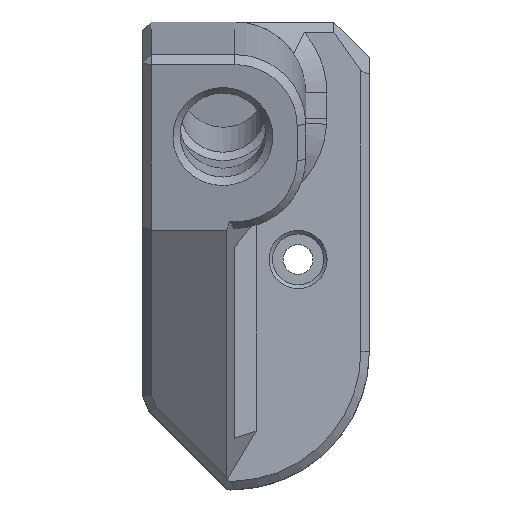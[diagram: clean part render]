
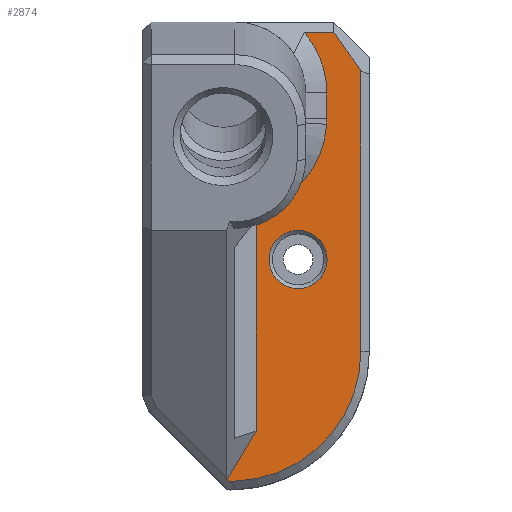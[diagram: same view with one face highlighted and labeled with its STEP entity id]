
A CAD part, top view. The second image highlights one B-rep face of the part: STEP entity #2874.
In plain terms, the highlighted planar face has unit normal (0, 0, 1).
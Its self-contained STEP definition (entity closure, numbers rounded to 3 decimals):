
#95=FACE_BOUND('',#427,.T.);
#110=B_SPLINE_CURVE_WITH_KNOTS('',3,(#3873,#3874,#3875,#3876),
 .UNSPECIFIED.,.F.,.F.,(4,4),(-1.571,-1.508),
 .UNSPECIFIED.);
#111=B_SPLINE_CURVE_WITH_KNOTS('',3,(#3878,#3879,#3880,#3881,#3882,#3883),
 .UNSPECIFIED.,.F.,.F.,(4,1,1,4),(-1.508,-1.144,-0.779,
-0.232),.UNSPECIFIED.);
#213=CIRCLE('',#3057,13.);
#214=CIRCLE('',#3058,18.3);
#215=CIRCLE('',#3059,4.1);
#258=FACE_OUTER_BOUND('',#426,.T.);
#426=EDGE_LOOP('',(#1912,#1913,#1914,#1915,#1916,#1917,#1918,#1919,#1920,
#1921,#1922,#1923));
#427=EDGE_LOOP('',(#1924));
#610=LINE('',#3851,#895);
#616=LINE('',#3863,#901);
#618=LINE('',#3867,#903);
#619=LINE('',#3871,#904);
#620=LINE('',#3885,#905);
#621=LINE('',#3887,#906);
#622=LINE('',#3889,#907);
#623=LINE('',#3891,#908);
#895=VECTOR('',#3229,10.);
#901=VECTOR('',#3239,10.);
#903=VECTOR('',#3243,10.);
#904=VECTOR('',#3246,10.);
#905=VECTOR('',#3247,10.);
#906=VECTOR('',#3248,10.);
#907=VECTOR('',#3249,10.);
#908=VECTOR('',#3250,10.);
#1179=VERTEX_POINT('',#3848);
#1180=VERTEX_POINT('',#3850);
#1184=VERTEX_POINT('',#3862);
#1185=VERTEX_POINT('',#3866);
#1186=VERTEX_POINT('',#3868);
#1187=VERTEX_POINT('',#3870);
#1188=VERTEX_POINT('',#3872);
#1189=VERTEX_POINT('',#3877);
#1190=VERTEX_POINT('',#3884);
#1191=VERTEX_POINT('',#3886);
#1192=VERTEX_POINT('',#3888);
#1193=VERTEX_POINT('',#3890);
#1194=VERTEX_POINT('',#3893);
#1460=EDGE_CURVE('',#1179,#1180,#610,.T.);
#1466=EDGE_CURVE('',#1184,#1180,#616,.T.);
#1468=EDGE_CURVE('',#1179,#1185,#618,.T.);
#1469=EDGE_CURVE('',#1185,#1186,#213,.T.);
#1470=EDGE_CURVE('',#1186,#1187,#619,.T.);
#1471=EDGE_CURVE('',#1187,#1188,#110,.T.);
#1472=EDGE_CURVE('',#1188,#1189,#111,.T.);
#1473=EDGE_CURVE('',#1189,#1190,#620,.T.);
#1474=EDGE_CURVE('',#1190,#1191,#621,.T.);
#1475=EDGE_CURVE('',#1192,#1191,#622,.T.);
#1476=EDGE_CURVE('',#1193,#1192,#623,.T.);
#1477=EDGE_CURVE('',#1193,#1184,#214,.T.);
#1478=EDGE_CURVE('',#1194,#1194,#215,.T.);
#1912=ORIENTED_EDGE('',*,*,#1460,.F.);
#1913=ORIENTED_EDGE('',*,*,#1468,.T.);
#1914=ORIENTED_EDGE('',*,*,#1469,.T.);
#1915=ORIENTED_EDGE('',*,*,#1470,.T.);
#1916=ORIENTED_EDGE('',*,*,#1471,.T.);
#1917=ORIENTED_EDGE('',*,*,#1472,.T.);
#1918=ORIENTED_EDGE('',*,*,#1473,.T.);
#1919=ORIENTED_EDGE('',*,*,#1474,.T.);
#1920=ORIENTED_EDGE('',*,*,#1475,.F.);
#1921=ORIENTED_EDGE('',*,*,#1476,.F.);
#1922=ORIENTED_EDGE('',*,*,#1477,.T.);
#1923=ORIENTED_EDGE('',*,*,#1466,.T.);
#1924=ORIENTED_EDGE('',*,*,#1478,.T.);
#2776=PLANE('',#3056);
#2874=ADVANCED_FACE('',(#258,#95),#2776,.F.);
#3056=AXIS2_PLACEMENT_3D('',#3865,#3241,#3242);
#3057=AXIS2_PLACEMENT_3D('',#3869,#3244,#3245);
#3058=AXIS2_PLACEMENT_3D('',#3892,#3251,#3252);
#3059=AXIS2_PLACEMENT_3D('',#3894,#3253,#3254);
#3229=DIRECTION('',(0.577,-0.816,0.));
#3239=DIRECTION('',(0.,1.,0.));
#3241=DIRECTION('center_axis',(0.,0.,-1.));
#3242=DIRECTION('ref_axis',(-1.,0.,0.));
#3243=DIRECTION('',(-1.,0.,0.));
#3244=DIRECTION('center_axis',(0.,0.,-1.));
#3245=DIRECTION('ref_axis',(0.707,0.707,0.));
#3246=DIRECTION('',(0.,-1.,0.));
#3247=DIRECTION('',(0.,-1.,0.));
#3248=DIRECTION('',(-0.513,-0.859,0.));
#3249=DIRECTION('',(-0.879,0.477,0.));
#3250=DIRECTION('',(-1.,0.,0.));
#3251=DIRECTION('center_axis',(0.,0.,1.));
#3252=DIRECTION('ref_axis',(0.707,-0.707,0.));
#3253=DIRECTION('center_axis',(0.,0.,-1.));
#3254=DIRECTION('ref_axis',(1.,0.,0.));
#3848=CARTESIAN_POINT('',(-185.,87.82,-300.715));
#3850=CARTESIAN_POINT('',(-181.2,82.446,-300.715));
#3851=CARTESIAN_POINT('',(-173.264,71.223,-300.715));
#3862=CARTESIAN_POINT('',(-181.2,42.83,-300.715));
#3863=CARTESIAN_POINT('',(-181.2,43.08,-300.715));
#3865=CARTESIAN_POINT('Origin',(-200.,34.33,-300.715));
#3866=CARTESIAN_POINT('',(-189.164,87.82,-300.715));
#3867=CARTESIAN_POINT('',(-200.,87.82,-300.715));
#3868=CARTESIAN_POINT('',(-186.,79.32,-300.715));
#3869=CARTESIAN_POINT('Origin',(-199.,79.32,-300.715));
#3870=CARTESIAN_POINT('',(-186.,75.723,-300.715));
#3871=CARTESIAN_POINT('',(-186.,57.049,-300.715));
#3872=CARTESIAN_POINT('',(-186.025,74.904,-300.715));
#3873=CARTESIAN_POINT('Ctrl Pts',(-186.,75.723,-300.715));
#3874=CARTESIAN_POINT('Ctrl Pts',(-186.,75.45,-300.715));
#3875=CARTESIAN_POINT('Ctrl Pts',(-186.008,75.176,-300.715));
#3876=CARTESIAN_POINT('Ctrl Pts',(-186.025,74.904,-300.715));
#3877=CARTESIAN_POINT('',(-196.,62.856,-300.715));
#3878=CARTESIAN_POINT('Ctrl Pts',(-186.025,74.904,-300.715));
#3879=CARTESIAN_POINT('Ctrl Pts',(-186.122,73.307,-300.715));
#3880=CARTESIAN_POINT('Ctrl Pts',(-186.895,70.151,-300.715));
#3881=CARTESIAN_POINT('Ctrl Pts',(-190.093,65.456,-300.715));
#3882=CARTESIAN_POINT('Ctrl Pts',(-193.682,63.415,-300.715));
#3883=CARTESIAN_POINT('Ctrl Pts',(-196.,62.856,-300.715));
#3884=CARTESIAN_POINT('',(-196.,31.571,-300.715));
#3885=CARTESIAN_POINT('',(-196.,47.117,-300.715));
#3886=CARTESIAN_POINT('',(-200.07,24.755,-300.715));
#3887=CARTESIAN_POINT('',(-193.969,34.973,-300.715));
#3888=CARTESIAN_POINT('',(-199.668,24.537,-300.715));
#3889=CARTESIAN_POINT('',(-202.471,26.056,-300.715));
#3890=CARTESIAN_POINT('',(-199.,24.537,-300.715));
#3891=CARTESIAN_POINT('',(-199.5,24.537,-300.715));
#3892=CARTESIAN_POINT('Origin',(-199.5,42.83,-300.715));
#3893=CARTESIAN_POINT('',(-194.159,55.826,-300.715));
#3894=CARTESIAN_POINT('Origin',(-190.059,55.826,-300.715));
